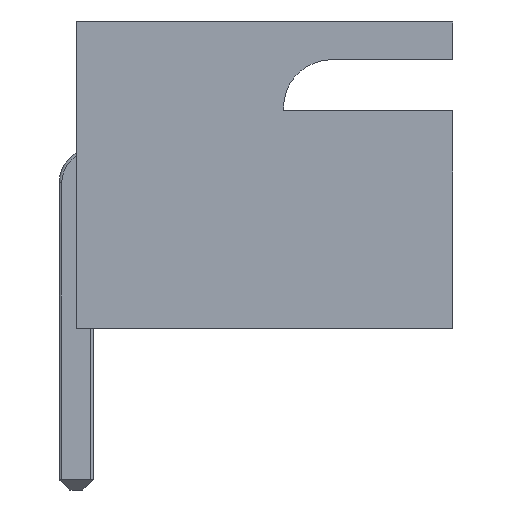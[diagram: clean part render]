
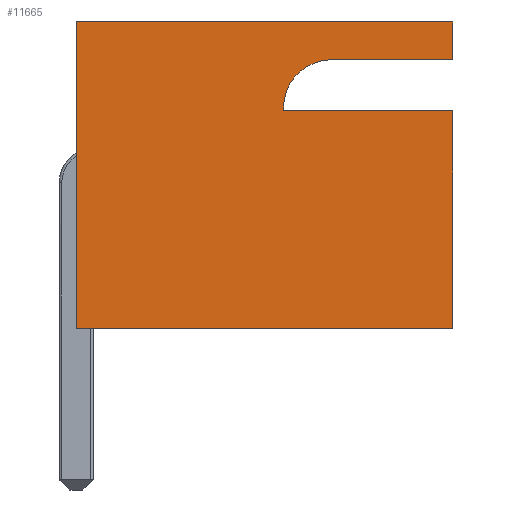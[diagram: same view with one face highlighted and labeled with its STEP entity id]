
A CAD part, left-side view. The second image highlights one B-rep face of the part: STEP entity #11665.
In plain terms, the highlighted planar face has unit normal (-1, 0, 0).
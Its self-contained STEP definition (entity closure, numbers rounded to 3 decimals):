
#488 = CARTESIAN_POINT ( 'NONE',  ( -6.25, -7., 5.7 ) ) ;
#580 = EDGE_CURVE ( 'NONE', #9641, #5415, #20608, .T. ) ;
#1055 = EDGE_LOOP ( 'NONE', ( #1835, #7512, #20120, #21298, #21057, #2986, #3132, #6422, #14352 ) ) ;
#1835 = ORIENTED_EDGE ( 'NONE', *, *, #12837, .F. ) ;
#2145 = VECTOR ( 'NONE', #12764, 1000. ) ;
#2243 = EDGE_CURVE ( 'NONE', #11004, #22029, #20155, .T. ) ;
#2399 = CARTESIAN_POINT ( 'NONE',  ( -6.25, -7., 0. ) ) ;
#2473 = DIRECTION ( 'NONE',  ( 0., -1., 0. ) ) ;
#2611 = EDGE_CURVE ( 'NONE', #19644, #18941, #8958, .T. ) ;
#2986 = ORIENTED_EDGE ( 'NONE', *, *, #2243, .F. ) ;
#3132 = ORIENTED_EDGE ( 'NONE', *, *, #19604, .F. ) ;
#3879 = DIRECTION ( 'NONE',  ( 0., -1., 0. ) ) ;
#4546 = DIRECTION ( 'NONE',  ( 0., -1., 0. ) ) ;
#5158 = CARTESIAN_POINT ( 'NONE',  ( -6.25, -3.85, 4.1 ) ) ;
#5402 = DIRECTION ( 'NONE',  ( 1., 0., 0. ) ) ;
#5415 = VERTEX_POINT ( 'NONE', #5158 ) ;
#5518 = EDGE_CURVE ( 'NONE', #17774, #22029, #6298, .T. ) ;
#5692 = LINE ( 'NONE', #14542, #15080 ) ;
#5857 = LINE ( 'NONE', #488, #6023 ) ;
#6023 = VECTOR ( 'NONE', #12986, 1000. ) ;
#6077 = LINE ( 'NONE', #21543, #14877 ) ;
#6298 = LINE ( 'NONE', #9439, #19931 ) ;
#6422 = ORIENTED_EDGE ( 'NONE', *, *, #2611, .T. ) ;
#6978 = DIRECTION ( 'NONE',  ( 0., 0., -1. ) ) ;
#7155 = CARTESIAN_POINT ( 'NONE',  ( -6.25, -4.75, 5. ) ) ;
#7512 = ORIENTED_EDGE ( 'NONE', *, *, #15034, .T. ) ;
#7538 = CARTESIAN_POINT ( 'NONE',  ( -6.25, 0., 5.7 ) ) ;
#7808 = DIRECTION ( 'NONE',  ( 0., 1., 0. ) ) ;
#8077 = CARTESIAN_POINT ( 'NONE',  ( -6.25, 0., 5.7 ) ) ;
#8259 = AXIS2_PLACEMENT_3D ( 'NONE', #19810, #5402, #3879 ) ;
#8958 = LINE ( 'NONE', #10815, #14413 ) ;
#9439 = CARTESIAN_POINT ( 'NONE',  ( -6.25, -7., 5. ) ) ;
#9641 = VERTEX_POINT ( 'NONE', #19854 ) ;
#10815 = CARTESIAN_POINT ( 'NONE',  ( -6.25, 0., 5.7 ) ) ;
#11004 = VERTEX_POINT ( 'NONE', #19871 ) ;
#11027 = VECTOR ( 'NONE', #15636, 1000. ) ;
#11245 = CARTESIAN_POINT ( 'NONE',  ( -6.25, -7., 5.7 ) ) ;
#11665 = ADVANCED_FACE ( 'NONE', ( #21936 ), #13013, .F. ) ;
#11673 = VERTEX_POINT ( 'NONE', #2399 ) ;
#12764 = DIRECTION ( 'NONE',  ( 0., 0., -1. ) ) ;
#12837 = EDGE_CURVE ( 'NONE', #16442, #11673, #5857, .T. ) ;
#12986 = DIRECTION ( 'NONE',  ( 0., 0., -1. ) ) ;
#13013 = PLANE ( 'NONE',  #18817 ) ;
#13671 = CARTESIAN_POINT ( 'NONE',  ( -6.25, -3.85, 4.1 ) ) ;
#13978 = CARTESIAN_POINT ( 'NONE',  ( -6.25, 0., 0. ) ) ;
#14352 = ORIENTED_EDGE ( 'NONE', *, *, #21646, .T. ) ;
#14413 = VECTOR ( 'NONE', #6978, 1000. ) ;
#14542 = CARTESIAN_POINT ( 'NONE',  ( -6.25, -7., 4.05 ) ) ;
#14702 = DIRECTION ( 'NONE',  ( 0., -1., 0. ) ) ;
#14877 = VECTOR ( 'NONE', #14702, 1000. ) ;
#14918 = CIRCLE ( 'NONE', #8259, 0.9 ) ;
#15034 = EDGE_CURVE ( 'NONE', #16442, #9641, #5692, .T. ) ;
#15080 = VECTOR ( 'NONE', #7808, 1000. ) ;
#15636 = DIRECTION ( 'NONE',  ( 0., 0., 1. ) ) ;
#16138 = CARTESIAN_POINT ( 'NONE',  ( -6.25, -7., 5. ) ) ;
#16442 = VERTEX_POINT ( 'NONE', #19567 ) ;
#17774 = VERTEX_POINT ( 'NONE', #7155 ) ;
#18377 = CARTESIAN_POINT ( 'NONE',  ( -6.25, 0., 0. ) ) ;
#18817 = AXIS2_PLACEMENT_3D ( 'NONE', #7538, #21808, #20049 ) ;
#18941 = VERTEX_POINT ( 'NONE', #13978 ) ;
#19370 = VECTOR ( 'NONE', #2473, 1000. ) ;
#19567 = CARTESIAN_POINT ( 'NONE',  ( -6.25, -7., 4.05 ) ) ;
#19604 = EDGE_CURVE ( 'NONE', #19644, #11004, #6077, .T. ) ;
#19644 = VERTEX_POINT ( 'NONE', #8077 ) ;
#19810 = CARTESIAN_POINT ( 'NONE',  ( -6.25, -4.75, 4.1 ) ) ;
#19854 = CARTESIAN_POINT ( 'NONE',  ( -6.25, -3.85, 4.05 ) ) ;
#19871 = CARTESIAN_POINT ( 'NONE',  ( -6.25, -7., 5.7 ) ) ;
#19931 = VECTOR ( 'NONE', #4546, 1000. ) ;
#20049 = DIRECTION ( 'NONE',  ( 0., 1., 0. ) ) ;
#20120 = ORIENTED_EDGE ( 'NONE', *, *, #580, .T. ) ;
#20155 = LINE ( 'NONE', #11245, #2145 ) ;
#20225 = LINE ( 'NONE', #18377, #19370 ) ;
#20608 = LINE ( 'NONE', #13671, #11027 ) ;
#21057 = ORIENTED_EDGE ( 'NONE', *, *, #5518, .T. ) ;
#21210 = EDGE_CURVE ( 'NONE', #5415, #17774, #14918, .T. ) ;
#21298 = ORIENTED_EDGE ( 'NONE', *, *, #21210, .T. ) ;
#21543 = CARTESIAN_POINT ( 'NONE',  ( -6.25, 0., 5.7 ) ) ;
#21646 = EDGE_CURVE ( 'NONE', #18941, #11673, #20225, .T. ) ;
#21808 = DIRECTION ( 'NONE',  ( 1., 0., 0. ) ) ;
#21936 = FACE_OUTER_BOUND ( 'NONE', #1055, .T. ) ;
#22029 = VERTEX_POINT ( 'NONE', #16138 ) ;
